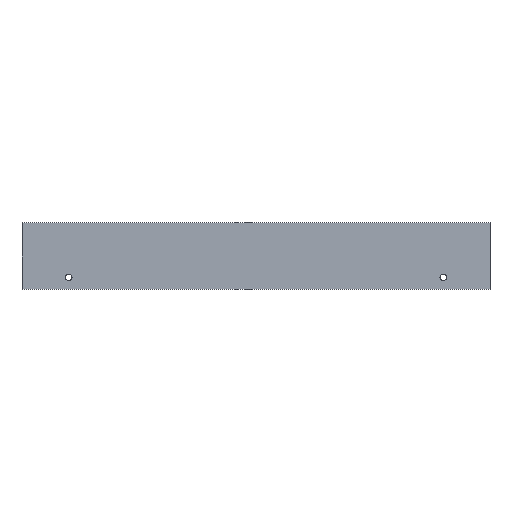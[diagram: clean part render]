
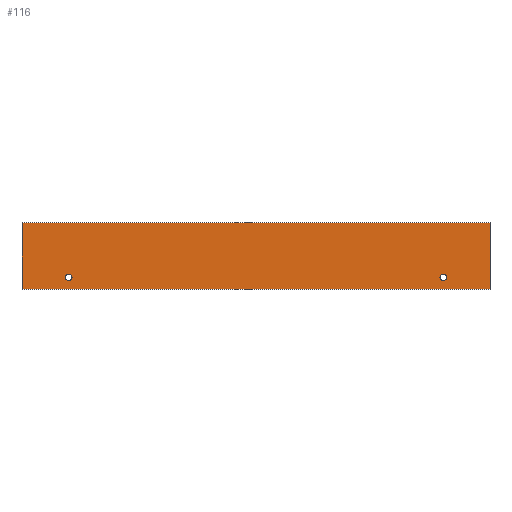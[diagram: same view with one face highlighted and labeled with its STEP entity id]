
A CAD part, top view. The second image highlights one B-rep face of the part: STEP entity #116.
In plain terms, the highlighted planar face has unit normal (0, 0, 1).
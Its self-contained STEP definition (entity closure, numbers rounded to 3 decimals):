
#2 = ORIENTED_EDGE ( 'NONE', *, *, #72, .F. ) ;
#11 = AXIS2_PLACEMENT_3D ( 'NONE', #156, #123, #247 ) ;
#12 = CARTESIAN_POINT ( 'NONE',  ( 305.572, 18., 2. ) ) ;
#13 = CARTESIAN_POINT ( 'NONE',  ( 375.382, 100., 2. ) ) ;
#17 = CARTESIAN_POINT ( 'NONE',  ( -324.618, 100., 2. ) ) ;
#18 = DIRECTION ( 'NONE',  ( 0., 1., 0. ) ) ;
#21 = DIRECTION ( 'NONE',  ( 1., 0., 0. ) ) ;
#31 = VECTOR ( 'NONE', #97, 1000. ) ;
#34 = DIRECTION ( 'NONE',  ( 1., 0., 0. ) ) ;
#52 = CARTESIAN_POINT ( 'NONE',  ( 375.382, 100., 2. ) ) ;
#60 = CIRCLE ( 'NONE', #195, 5. ) ;
#70 = CARTESIAN_POINT ( 'NONE',  ( -324.618, 0., 2. ) ) ;
#72 = EDGE_CURVE ( 'NONE', #338, #330, #85, .T. ) ;
#79 = CARTESIAN_POINT ( 'NONE',  ( 310.572, 18., 2. ) ) ;
#85 = CIRCLE ( 'NONE', #121, 5. ) ;
#93 = ORIENTED_EDGE ( 'NONE', *, *, #202, .T. ) ;
#94 = VERTEX_POINT ( 'NONE', #52 ) ;
#97 = DIRECTION ( 'NONE',  ( 1., 0., 0. ) ) ;
#108 = DIRECTION ( 'NONE',  ( 0., 0., 1. ) ) ;
#110 = DIRECTION ( 'NONE',  ( 0., 0., 1. ) ) ;
#113 = LINE ( 'NONE', #13, #357 ) ;
#115 = EDGE_CURVE ( 'NONE', #135, #360, #159, .T. ) ;
#116 = ADVANCED_FACE ( 'NONE', ( #230, #238, #151 ), #270, .F. ) ;
#121 = AXIS2_PLACEMENT_3D ( 'NONE', #314, #110, #21 ) ;
#123 = DIRECTION ( 'NONE',  ( 0., 0., -1. ) ) ;
#125 = DIRECTION ( 'NONE',  ( 1., 0., 0. ) ) ;
#132 = DIRECTION ( 'NONE',  ( 0., -1., 0. ) ) ;
#133 = AXIS2_PLACEMENT_3D ( 'NONE', #216, #306, #34 ) ;
#135 = VERTEX_POINT ( 'NONE', #286 ) ;
#145 = ORIENTED_EDGE ( 'NONE', *, *, #115, .F. ) ;
#151 = FACE_OUTER_BOUND ( 'NONE', #212, .T. ) ;
#156 = CARTESIAN_POINT ( 'NONE',  ( 0., 0., 2. ) ) ;
#159 = CIRCLE ( 'NONE', #133, 5. ) ;
#161 = CARTESIAN_POINT ( 'NONE',  ( -324.618, 0., 2. ) ) ;
#162 = CARTESIAN_POINT ( 'NONE',  ( 375.382, 0., 2. ) ) ;
#166 = EDGE_CURVE ( 'NONE', #330, #338, #60, .T. ) ;
#173 = CARTESIAN_POINT ( 'NONE',  ( -254.808, 18., 2. ) ) ;
#178 = LINE ( 'NONE', #161, #31 ) ;
#190 = CARTESIAN_POINT ( 'NONE',  ( -324.618, 100., 2. ) ) ;
#191 = EDGE_CURVE ( 'NONE', #193, #220, #178, .T. ) ;
#193 = VERTEX_POINT ( 'NONE', #70 ) ;
#195 = AXIS2_PLACEMENT_3D ( 'NONE', #12, #363, #125 ) ;
#202 = EDGE_CURVE ( 'NONE', #94, #307, #219, .T. ) ;
#211 = LINE ( 'NONE', #280, #255 ) ;
#212 = EDGE_LOOP ( 'NONE', ( #296, #383, #245, #93 ) ) ;
#213 = AXIS2_PLACEMENT_3D ( 'NONE', #173, #108, #374 ) ;
#216 = CARTESIAN_POINT ( 'NONE',  ( -254.808, 18., 2. ) ) ;
#219 = LINE ( 'NONE', #190, #365 ) ;
#220 = VERTEX_POINT ( 'NONE', #162 ) ;
#230 = FACE_BOUND ( 'NONE', #250, .T. ) ;
#231 = EDGE_LOOP ( 'NONE', ( #2, #352 ) ) ;
#238 = FACE_BOUND ( 'NONE', #231, .T. ) ;
#242 = EDGE_CURVE ( 'NONE', #307, #193, #211, .T. ) ;
#245 = ORIENTED_EDGE ( 'NONE', *, *, #327, .T. ) ;
#247 = DIRECTION ( 'NONE',  ( -1., 0., 0. ) ) ;
#250 = EDGE_LOOP ( 'NONE', ( #145, #333 ) ) ;
#255 = VECTOR ( 'NONE', #132, 1000. ) ;
#270 = PLANE ( 'NONE',  #11 ) ;
#280 = CARTESIAN_POINT ( 'NONE',  ( -324.618, 0., 2. ) ) ;
#286 = CARTESIAN_POINT ( 'NONE',  ( -249.808, 18., 2. ) ) ;
#296 = ORIENTED_EDGE ( 'NONE', *, *, #242, .T. ) ;
#302 = DIRECTION ( 'NONE',  ( -1., 0., 0. ) ) ;
#306 = DIRECTION ( 'NONE',  ( 0., 0., 1. ) ) ;
#307 = VERTEX_POINT ( 'NONE', #17 ) ;
#313 = CARTESIAN_POINT ( 'NONE',  ( 300.572, 18., 2. ) ) ;
#314 = CARTESIAN_POINT ( 'NONE',  ( 305.572, 18., 2. ) ) ;
#327 = EDGE_CURVE ( 'NONE', #220, #94, #113, .T. ) ;
#330 = VERTEX_POINT ( 'NONE', #313 ) ;
#333 = ORIENTED_EDGE ( 'NONE', *, *, #378, .F. ) ;
#338 = VERTEX_POINT ( 'NONE', #79 ) ;
#341 = CARTESIAN_POINT ( 'NONE',  ( -259.808, 18., 2. ) ) ;
#352 = ORIENTED_EDGE ( 'NONE', *, *, #166, .F. ) ;
#355 = CIRCLE ( 'NONE', #213, 5. ) ;
#357 = VECTOR ( 'NONE', #18, 1000. ) ;
#360 = VERTEX_POINT ( 'NONE', #341 ) ;
#363 = DIRECTION ( 'NONE',  ( 0., 0., 1. ) ) ;
#365 = VECTOR ( 'NONE', #302, 1000. ) ;
#374 = DIRECTION ( 'NONE',  ( 1., 0., 0. ) ) ;
#378 = EDGE_CURVE ( 'NONE', #360, #135, #355, .T. ) ;
#383 = ORIENTED_EDGE ( 'NONE', *, *, #191, .T. ) ;
